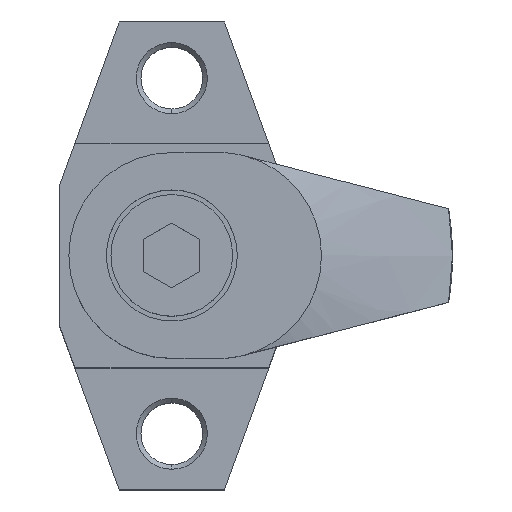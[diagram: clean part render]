
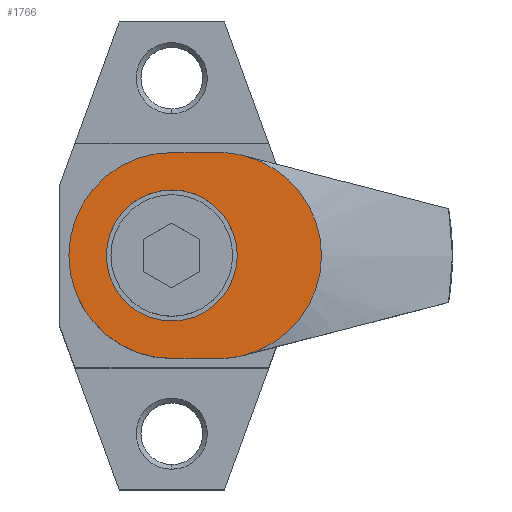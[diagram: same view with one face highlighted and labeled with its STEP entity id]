
A CAD part, top view. The second image highlights one B-rep face of the part: STEP entity #1766.
In plain terms, the highlighted planar face has unit normal (0, 0, 1).
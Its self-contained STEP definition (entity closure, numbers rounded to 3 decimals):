
#36 = CARTESIAN_POINT ( 'NONE',  ( 5., 0., 35. ) ) ;
#51 = CARTESIAN_POINT ( 'NONE',  ( 0., 11., 35. ) ) ;
#65 = AXIS2_PLACEMENT_3D ( 'NONE', #1534, #1169, #991 ) ;
#107 = AXIS2_PLACEMENT_3D ( 'NONE', #2341, #2101, #2303 ) ;
#120 = EDGE_CURVE ( 'NONE', #911, #1277, #224, .T. ) ;
#127 = EDGE_CURVE ( 'NONE', #1719, #2451, #393, .T. ) ;
#143 = AXIS2_PLACEMENT_3D ( 'NONE', #275, #1228, #2199 ) ;
#148 = VECTOR ( 'NONE', #1053, 1000. ) ;
#200 = DIRECTION ( 'NONE',  ( 0., 0., 1. ) ) ;
#224 = CIRCLE ( 'NONE', #143, 11. ) ;
#245 = ORIENTED_EDGE ( 'NONE', *, *, #1430, .T. ) ;
#275 = CARTESIAN_POINT ( 'NONE',  ( 5., 0., 35. ) ) ;
#359 = AXIS2_PLACEMENT_3D ( 'NONE', #36, #1998, #2008 ) ;
#391 = FACE_OUTER_BOUND ( 'NONE', #2400, .T. ) ;
#393 = CIRCLE ( 'NONE', #2102, 7. ) ;
#447 = VERTEX_POINT ( 'NONE', #1567 ) ;
#483 = AXIS2_PLACEMENT_3D ( 'NONE', #1141, #918, #1529 ) ;
#493 = ORIENTED_EDGE ( 'NONE', *, *, #1271, .F. ) ;
#587 = CARTESIAN_POINT ( 'NONE',  ( 7.756, -10.649, 35. ) ) ;
#593 = ORIENTED_EDGE ( 'NONE', *, *, #127, .F. ) ;
#684 = VERTEX_POINT ( 'NONE', #721 ) ;
#704 = VERTEX_POINT ( 'NONE', #740 ) ;
#721 = CARTESIAN_POINT ( 'NONE',  ( -11., 0., 35. ) ) ;
#730 = DIRECTION ( 'NONE',  ( 1., 0., 0. ) ) ;
#740 = CARTESIAN_POINT ( 'NONE',  ( 0., 11., 35. ) ) ;
#804 = CARTESIAN_POINT ( 'NONE',  ( 7.756, 10.649, 35. ) ) ;
#896 = AXIS2_PLACEMENT_3D ( 'NONE', #1934, #200, #1733 ) ;
#911 = VERTEX_POINT ( 'NONE', #1740 ) ;
#918 = DIRECTION ( 'NONE',  ( 0., 0., 1. ) ) ;
#946 = ORIENTED_EDGE ( 'NONE', *, *, #1750, .T. ) ;
#991 = DIRECTION ( 'NONE',  ( 1., 0., 0. ) ) ;
#1028 = DIRECTION ( 'NONE',  ( 0., 0., 1. ) ) ;
#1031 = LINE ( 'NONE', #51, #148 ) ;
#1053 = DIRECTION ( 'NONE',  ( -1., 0., 0. ) ) ;
#1093 = LINE ( 'NONE', #1860, #1948 ) ;
#1141 = CARTESIAN_POINT ( 'NONE',  ( 0., 0., 35. ) ) ;
#1169 = DIRECTION ( 'NONE',  ( 0., 0., 1. ) ) ;
#1228 = DIRECTION ( 'NONE',  ( 0., 0., 1. ) ) ;
#1251 = ORIENTED_EDGE ( 'NONE', *, *, #1717, .T. ) ;
#1271 = EDGE_CURVE ( 'NONE', #2451, #1719, #2107, .T. ) ;
#1277 = VERTEX_POINT ( 'NONE', #587 ) ;
#1430 = EDGE_CURVE ( 'NONE', #447, #704, #1031, .T. ) ;
#1438 = EDGE_LOOP ( 'NONE', ( #493, #593 ) ) ;
#1466 = CIRCLE ( 'NONE', #359, 11. ) ;
#1529 = DIRECTION ( 'NONE',  ( 1., 0., 0. ) ) ;
#1534 = CARTESIAN_POINT ( 'NONE',  ( 0., 0., 35. ) ) ;
#1567 = CARTESIAN_POINT ( 'NONE',  ( 5., 11., 35. ) ) ;
#1570 = DIRECTION ( 'NONE',  ( 0., 0., 1. ) ) ;
#1602 = ORIENTED_EDGE ( 'NONE', *, *, #1982, .T. ) ;
#1678 = CARTESIAN_POINT ( 'NONE',  ( 7., 0., 35. ) ) ;
#1717 = EDGE_CURVE ( 'NONE', #1983, #911, #1093, .T. ) ;
#1719 = VERTEX_POINT ( 'NONE', #1950 ) ;
#1733 = DIRECTION ( 'NONE',  ( 1., 0., 0. ) ) ;
#1740 = CARTESIAN_POINT ( 'NONE',  ( 5., -11., 35. ) ) ;
#1750 = EDGE_CURVE ( 'NONE', #1277, #2015, #2028, .T. ) ;
#1766 = ADVANCED_FACE ( 'NONE', ( #391, #1913 ), #2494, .T. ) ;
#1771 = CARTESIAN_POINT ( 'NONE',  ( 0., 0., 35. ) ) ;
#1860 = CARTESIAN_POINT ( 'NONE',  ( 0., -11., 35. ) ) ;
#1895 = EDGE_CURVE ( 'NONE', #2015, #447, #1466, .T. ) ;
#1913 = FACE_BOUND ( 'NONE', #1438, .T. ) ;
#1934 = CARTESIAN_POINT ( 'NONE',  ( 5., 0., 35. ) ) ;
#1948 = VECTOR ( 'NONE', #730, 1000. ) ;
#1950 = CARTESIAN_POINT ( 'NONE',  ( -7., 0., 35. ) ) ;
#1951 = AXIS2_PLACEMENT_3D ( 'NONE', #1771, #1570, #2148 ) ;
#1982 = EDGE_CURVE ( 'NONE', #684, #1983, #2476, .T. ) ;
#1983 = VERTEX_POINT ( 'NONE', #2389 ) ;
#1998 = DIRECTION ( 'NONE',  ( 0., 0., 1. ) ) ;
#2008 = DIRECTION ( 'NONE',  ( 1., 0., 0. ) ) ;
#2015 = VERTEX_POINT ( 'NONE', #804 ) ;
#2028 = CIRCLE ( 'NONE', #896, 11. ) ;
#2101 = DIRECTION ( 'NONE',  ( 0., 0., 1. ) ) ;
#2102 = AXIS2_PLACEMENT_3D ( 'NONE', #2390, #1028, #2184 ) ;
#2107 = CIRCLE ( 'NONE', #107, 7. ) ;
#2132 = EDGE_CURVE ( 'NONE', #704, #684, #2437, .T. ) ;
#2148 = DIRECTION ( 'NONE',  ( 1., 0., 0. ) ) ;
#2184 = DIRECTION ( 'NONE',  ( 1., 0., 0. ) ) ;
#2199 = DIRECTION ( 'NONE',  ( 1., 0., 0. ) ) ;
#2303 = DIRECTION ( 'NONE',  ( 1., 0., 0. ) ) ;
#2341 = CARTESIAN_POINT ( 'NONE',  ( 0., 0., 35. ) ) ;
#2389 = CARTESIAN_POINT ( 'NONE',  ( 0., -11., 35. ) ) ;
#2390 = CARTESIAN_POINT ( 'NONE',  ( 0., 0., 35. ) ) ;
#2400 = EDGE_LOOP ( 'NONE', ( #946, #2439, #245, #2420, #1602, #1251, #2488 ) ) ;
#2420 = ORIENTED_EDGE ( 'NONE', *, *, #2132, .T. ) ;
#2437 = CIRCLE ( 'NONE', #483, 11. ) ;
#2439 = ORIENTED_EDGE ( 'NONE', *, *, #1895, .T. ) ;
#2451 = VERTEX_POINT ( 'NONE', #1678 ) ;
#2476 = CIRCLE ( 'NONE', #1951, 11. ) ;
#2488 = ORIENTED_EDGE ( 'NONE', *, *, #120, .T. ) ;
#2494 = PLANE ( 'NONE',  #65 ) ;
